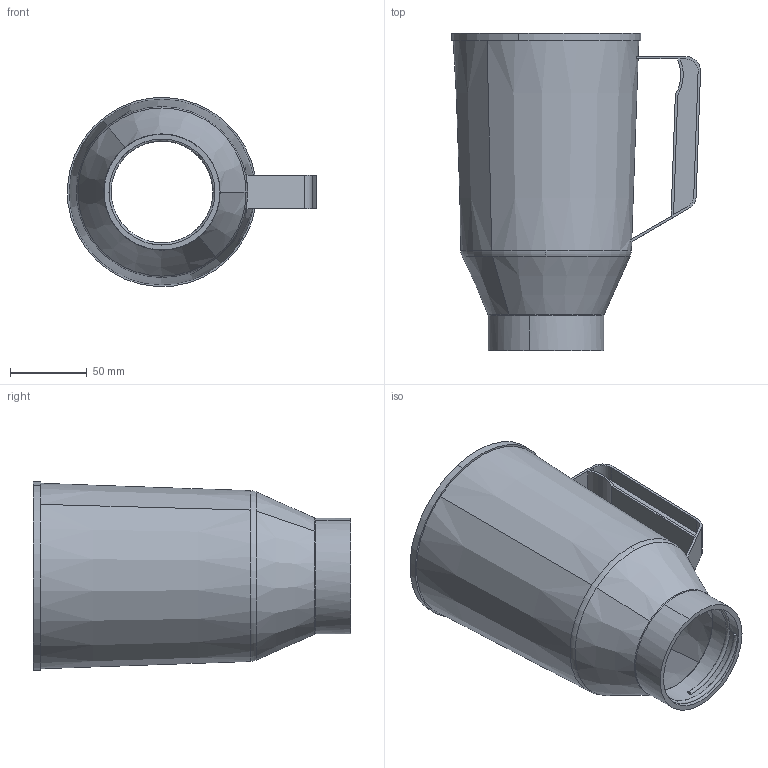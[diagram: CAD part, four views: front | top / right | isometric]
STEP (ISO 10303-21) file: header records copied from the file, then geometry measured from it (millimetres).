
FILE_DESCRIPTION(('produced by SPATIAL CORP'),'2;1');
FILE_NAME('Part31.hh.sat.stp', '2002-04-22T11:44:54+00:00',('SPATIAL CORP'),('SPATIAL CORP'), 'ACIS STEP Husk','http://www.spatial.com','SPATIAL CORP');
FILE_SCHEMA(('CONFIG_CONTROL_DESIGN'));
Length unit declared in the file: millimetre
Products named in the file (1): PRODUCT_ID_1
Bounding box: 162.09 x 206.38 x 123.03 mm (x, y, z)
Volume: 231795.4 mm3; surface area: 155167.9 mm2
Topology: 1 solids, 1 shells, 65 faces, 176 edges, 114 vertices
Faces by surface type: plane 23, cylinder 17, torus 12, cone 12, bspline 1
Full cylindrical faces by diameter (mm): 69 x2
Entity records: 2318 total; most frequent: CARTESIAN_POINT 786, ORIENTED_EDGE 352, DIRECTION 257, EDGE_CURVE 176, VERTEX_POINT 114, AXIS2_PLACEMENT_3D 97, EDGE_LOOP 70, FACE_BOUND 70
